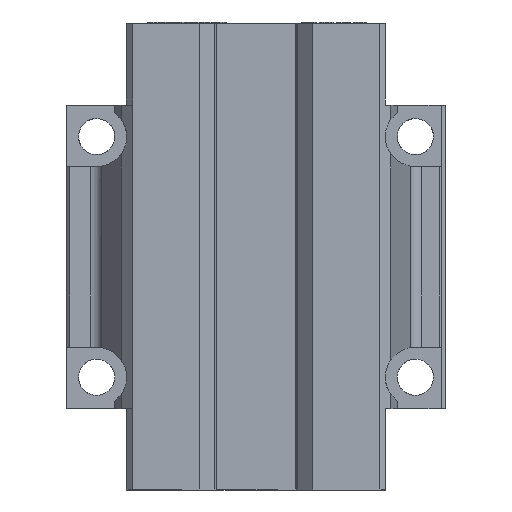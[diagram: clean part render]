
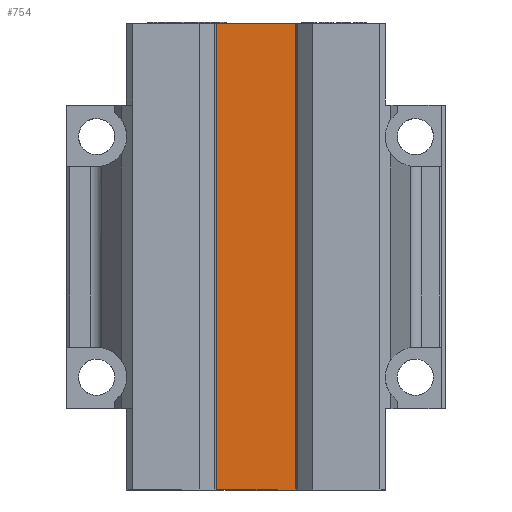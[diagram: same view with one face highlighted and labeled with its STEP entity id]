
A CAD part, front view. The second image highlights one B-rep face of the part: STEP entity #754.
In plain terms, the highlighted planar face has unit normal (0, -1, 0).
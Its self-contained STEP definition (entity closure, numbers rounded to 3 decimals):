
#753 = EDGE_CURVE ( 'NONE', #13558, #14630, #4883, .T. ) ;
#754 = ADVANCED_FACE ( 'NONE', ( #4879 ), #4878, .T. ) ;
#4874 = DIRECTION ( 'NONE',  ( 0., 0., -1. ) ) ;
#4875 = DIRECTION ( 'NONE',  ( 0., -1., 0. ) ) ;
#4876 = CARTESIAN_POINT ( 'NONE',  ( -7.231, 0., -25.25 ) ) ;
#4877 = AXIS2_PLACEMENT_3D ( 'NONE', #4876, #4875, #4874 ) ;
#4878 = PLANE ( 'NONE',  #4877 ) ;
#4879 = FACE_OUTER_BOUND ( 'NONE', #13626, .T. ) ;
#4880 = DIRECTION ( 'NONE',  ( 0., 0., 1. ) ) ;
#4881 = VECTOR ( 'NONE', #4880, 1000. ) ;
#4882 = CARTESIAN_POINT ( 'NONE',  ( 7.231, 0., -25.25 ) ) ;
#4883 = LINE ( 'NONE', #4882, #4881 ) ;
#11001 = DIRECTION ( 'NONE',  ( 1., 0., 0. ) ) ;
#11002 = VECTOR ( 'NONE', #11001, 1000. ) ;
#11003 = CARTESIAN_POINT ( 'NONE',  ( -7.231, 0., -38.75 ) ) ;
#11004 = LINE ( 'NONE', #11003, #11002 ) ;
#11005 = CARTESIAN_POINT ( 'NONE',  ( 7.231, 0., -38.75 ) ) ;
#11058 = CARTESIAN_POINT ( 'NONE',  ( -7.231, 0., -38.75 ) ) ;
#11059 = DIRECTION ( 'NONE',  ( 0., 0., -1. ) ) ;
#11060 = VECTOR ( 'NONE', #11059, 1000. ) ;
#11061 = CARTESIAN_POINT ( 'NONE',  ( -7.231, 0., -25.25 ) ) ;
#11062 = LINE ( 'NONE', #11061, #11060 ) ;
#12590 = CARTESIAN_POINT ( 'NONE',  ( -7.231, 0., 38.75 ) ) ;
#12835 = CARTESIAN_POINT ( 'NONE',  ( 7.231, 0., 38.75 ) ) ;
#12836 = DIRECTION ( 'NONE',  ( -1., 0., 0. ) ) ;
#12837 = VECTOR ( 'NONE', #12836, 1000. ) ;
#12838 = CARTESIAN_POINT ( 'NONE',  ( -7.231, 0., 38.75 ) ) ;
#12839 = LINE ( 'NONE', #12838, #12837 ) ;
#13558 = VERTEX_POINT ( 'NONE', #11005 ) ;
#13560 = EDGE_CURVE ( 'NONE', #13621, #13558, #11004, .T. ) ;
#13606 = ORIENTED_EDGE ( 'NONE', *, *, #14628, .T. ) ;
#13610 = ORIENTED_EDGE ( 'NONE', *, *, #13619, .T. ) ;
#13619 = EDGE_CURVE ( 'NONE', #14466, #13621, #11062, .T. ) ;
#13621 = VERTEX_POINT ( 'NONE', #11058 ) ;
#13622 = ORIENTED_EDGE ( 'NONE', *, *, #13560, .T. ) ;
#13623 = ORIENTED_EDGE ( 'NONE', *, *, #753, .T. ) ;
#13626 = EDGE_LOOP ( 'NONE', ( #13622, #13623, #13606, #13610 ) ) ;
#14466 = VERTEX_POINT ( 'NONE', #12590 ) ;
#14628 = EDGE_CURVE ( 'NONE', #14630, #14466, #12839, .T. ) ;
#14630 = VERTEX_POINT ( 'NONE', #12835 ) ;
